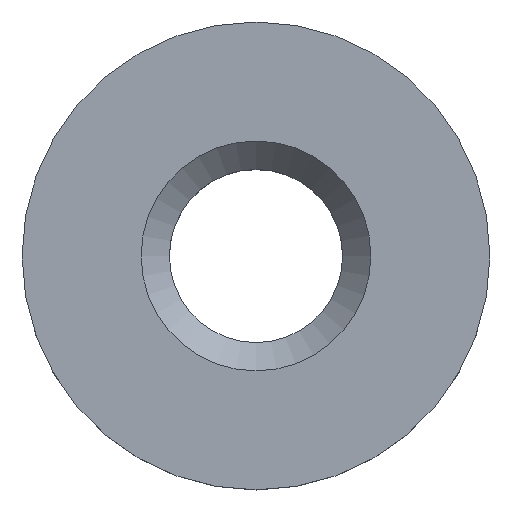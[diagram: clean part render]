
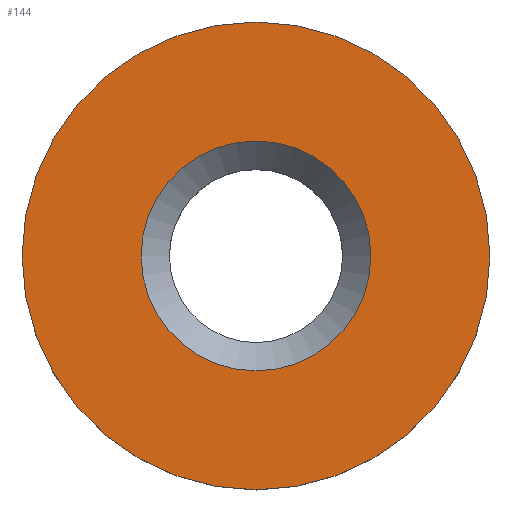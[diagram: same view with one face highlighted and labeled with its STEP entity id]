
A CAD part, top view. The second image highlights one B-rep face of the part: STEP entity #144.
In plain terms, the highlighted planar face has unit normal (0, 0, 1).
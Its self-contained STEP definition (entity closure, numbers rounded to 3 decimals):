
#22=PLANE('',#160);
#30=ORIENTED_EDGE('',*,*,#42,.T.);
#31=ORIENTED_EDGE('',*,*,#41,.F.);
#41=EDGE_CURVE('',#48,#48,#55,.T.);
#42=EDGE_CURVE('',#49,#49,#56,.T.);
#48=VERTEX_POINT('',#208);
#49=VERTEX_POINT('',#211);
#55=CIRCLE('',#159,1.65);
#56=CIRCLE('',#161,0.811);
#65=EDGE_LOOP('',(#30));
#66=EDGE_LOOP('',(#31));
#79=FACE_BOUND('',#65,.T.);
#80=FACE_BOUND('',#66,.T.);
#144=ADVANCED_FACE('',(#79,#80),#22,.T.);
#159=AXIS2_PLACEMENT_3D('',#207,#181,#182);
#160=AXIS2_PLACEMENT_3D('',#209,#183,#184);
#161=AXIS2_PLACEMENT_3D('',#210,#185,#186);
#181=DIRECTION('',(0.,0.,-1.));
#182=DIRECTION('',(-1.,0.,0.));
#183=DIRECTION('',(0.,0.,1.));
#184=DIRECTION('',(1.,0.,0.));
#185=DIRECTION('',(0.,0.,-1.));
#186=DIRECTION('',(1.,0.,0.));
#207=CARTESIAN_POINT('',(0.,0.,0.5));
#208=CARTESIAN_POINT('',(-1.65,0.,0.5));
#209=CARTESIAN_POINT('',(-1.65,0.,0.5));
#210=CARTESIAN_POINT('',(0.,0.,0.5));
#211=CARTESIAN_POINT('',(0.811,0.,0.5));
